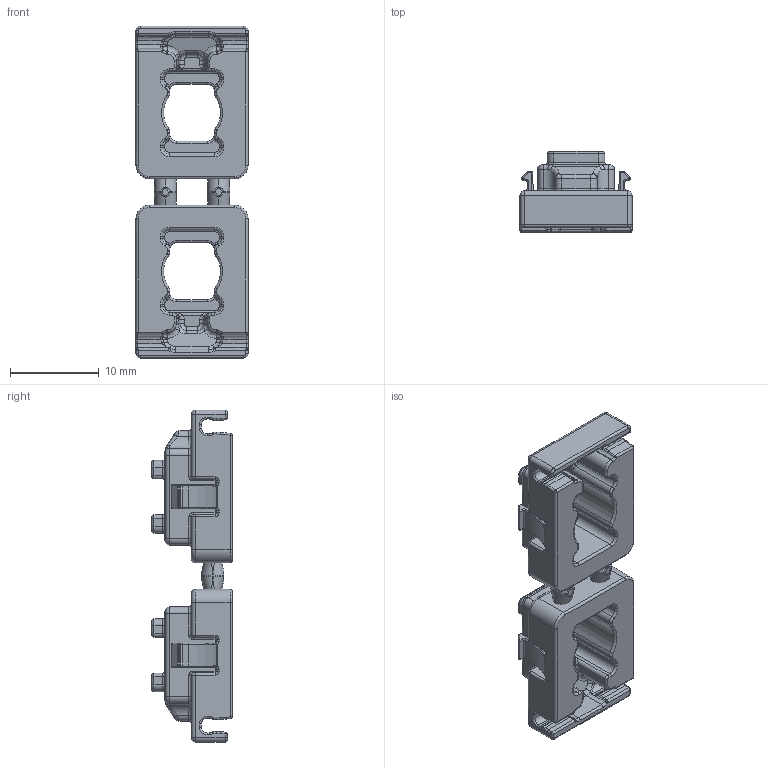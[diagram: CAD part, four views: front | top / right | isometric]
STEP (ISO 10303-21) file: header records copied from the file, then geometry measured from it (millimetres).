
FILE_DESCRIPTION (( 'STEP AP214' ), '1' );
FILE_NAME ('3D_Print_Stab_Housing.STEP', '2023-05-22T22:12:03', ( '' ), ( '' ), 'SwSTEP 2.0', 'SolidWorks 2019', '' );
FILE_SCHEMA (( 'AUTOMOTIVE_DESIGN' ));
Products named in the file (1): 3D_Print_Stab_Housing
Bounding box: 12.65 x 9.1 x 37.49 mm (x, y, z)
Volume: 1585.6 mm3; surface area: 2285.7 mm2
Topology: 1 solids, 1 shells, 1354 faces, 3212 edges, 1756 vertices
Faces by surface type: cylinder 532, bspline 316, torus 300, plane 186, sphere 20
Entity records: 43380 total; most frequent: CARTESIAN_POINT 14937, ORIENTED_EDGE 6216, DIRECTION 5890, EDGE_CURVE 3108, AXIS2_PLACEMENT_3D 2447, VERTEX_POINT 1756, CIRCLE 1408, EDGE_LOOP 1360
